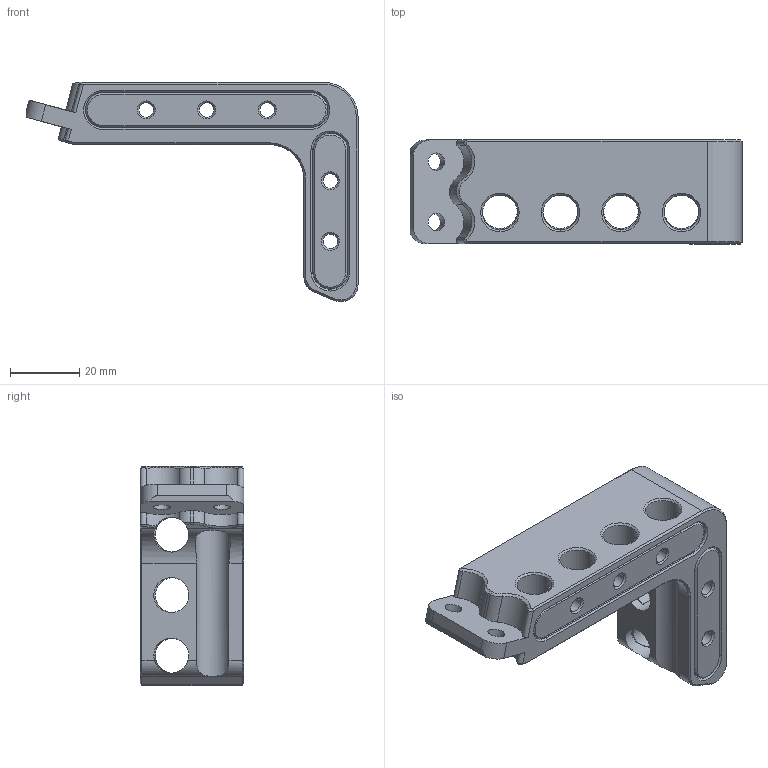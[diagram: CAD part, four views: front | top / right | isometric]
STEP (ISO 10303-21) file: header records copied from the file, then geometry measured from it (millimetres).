
FILE_DESCRIPTION(('STEP AP242'), '1');
FILE_NAME('栖闉罻', '', ('UNSPECIFIED'), ('UNSPECIFIED'), 'C3D Converter', 'C3D Toolkit', '');
FILE_SCHEMA(('AP242_MANAGED_MODEL_BASED_3D_ENGINEERING_MIM_LF { 1 0 10303 442 1 1 4 }'));
Length unit declared in the file: millimetre
Assembly tree (5 placements, depth 2):
  (unnamed)
    (unnamed)
    (unnamed)
    (unnamed)
    (unnamed)
    (unnamed)
Bounding box: 96 x 30 x 63.44 mm (x, y, z)
Volume: 49842.8 mm3; surface area: 27993.3 mm2
Topology: 5 solids, 5 shells, 244 faces, 605 edges, 374 vertices
Faces by surface type: plane 109, cylinder 76, cone 52, bspline 7
Full cylindrical faces by diameter (mm): 4.2 x5, 5 x12, 7 x10, 10.1 x7
Entity records: 9384 total; most frequent: CARTESIAN_POINT 3379, DIRECTION 1179, ORIENTED_EDGE 1116, EDGE_CURVE 558, AXIS2_PLACEMENT_3D 451, VERTEX_POINT 374, EDGE_LOOP 356, LINE 277
